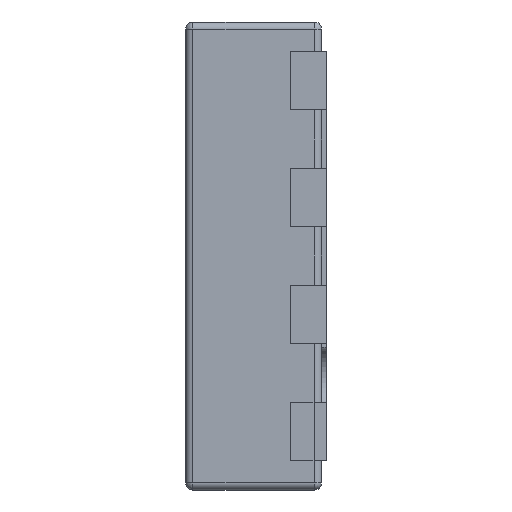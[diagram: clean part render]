
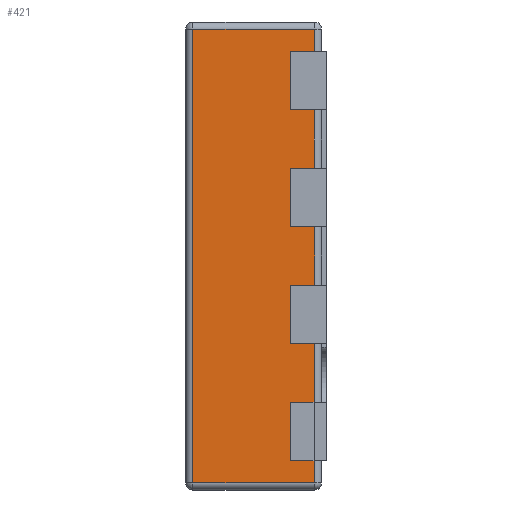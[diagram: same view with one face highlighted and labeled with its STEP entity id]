
A CAD part, left-side view. The second image highlights one B-rep face of the part: STEP entity #421.
In plain terms, the highlighted planar face has unit normal (-1, 0, 0).
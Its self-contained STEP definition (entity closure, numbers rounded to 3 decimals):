
#35 = CARTESIAN_POINT ( 'NONE',  ( -1.5, 0.6, 0.875 ) ) ;
#73 = VERTEX_POINT ( 'NONE', #3637 ) ;
#81 = EDGE_CURVE ( 'NONE', #2900, #4025, #4202, .T. ) ;
#96 = VECTOR ( 'NONE', #3154, 1000. ) ;
#103 = DIRECTION ( 'NONE',  ( 0., 0., 1. ) ) ;
#114 = DIRECTION ( 'NONE',  ( 0., -1., 0. ) ) ;
#146 = EDGE_CURVE ( 'NONE', #3766, #481, #348, .T. ) ;
#147 = CARTESIAN_POINT ( 'NONE',  ( -1.5, 0.6, 0.375 ) ) ;
#167 = CARTESIAN_POINT ( 'NONE',  ( -1.5, 0.05, -0.375 ) ) ;
#177 = EDGE_CURVE ( 'NONE', #2192, #1943, #1112, .T. ) ;
#181 = VERTEX_POINT ( 'NONE', #2723 ) ;
#218 = VECTOR ( 'NONE', #3429, 1000. ) ;
#243 = VECTOR ( 'NONE', #3046, 1000. ) ;
#273 = CARTESIAN_POINT ( 'NONE',  ( -1.5, 0.152, -0.125 ) ) ;
#314 = VERTEX_POINT ( 'NONE', #2895 ) ;
#344 = DIRECTION ( 'NONE',  ( 0., 0., 1. ) ) ;
#348 = LINE ( 'NONE', #445, #3688 ) ;
#368 = ORIENTED_EDGE ( 'NONE', *, *, #1467, .T. ) ;
#383 = CARTESIAN_POINT ( 'NONE',  ( -1.5, 0.57, 0.97 ) ) ;
#421 = ADVANCED_FACE ( 'NONE', ( #4138 ), #3953, .F. ) ;
#445 = CARTESIAN_POINT ( 'NONE',  ( -1.5, 0.05, -1. ) ) ;
#460 = LINE ( 'NONE', #1858, #2909 ) ;
#481 = VERTEX_POINT ( 'NONE', #1082 ) ;
#527 = ORIENTED_EDGE ( 'NONE', *, *, #3560, .T. ) ;
#539 = ORIENTED_EDGE ( 'NONE', *, *, #2819, .T. ) ;
#576 = LINE ( 'NONE', #2020, #3920 ) ;
#642 = LINE ( 'NONE', #1164, #1414 ) ;
#721 = VECTOR ( 'NONE', #3599, 1000. ) ;
#745 = LINE ( 'NONE', #812, #4082 ) ;
#798 = VERTEX_POINT ( 'NONE', #383 ) ;
#806 = ORIENTED_EDGE ( 'NONE', *, *, #81, .F. ) ;
#812 = CARTESIAN_POINT ( 'NONE',  ( -1.5, 0.6, 0.625 ) ) ;
#842 = DIRECTION ( 'NONE',  ( 0., -1., 0. ) ) ;
#961 = EDGE_CURVE ( 'NONE', #1940, #314, #576, .T. ) ;
#1057 = CARTESIAN_POINT ( 'NONE',  ( -1.5, 0.6, -1. ) ) ;
#1082 = CARTESIAN_POINT ( 'NONE',  ( -1.5, 0.05, 0.125 ) ) ;
#1112 = LINE ( 'NONE', #147, #243 ) ;
#1137 = EDGE_CURVE ( 'NONE', #1191, #1943, #2088, .T. ) ;
#1164 = CARTESIAN_POINT ( 'NONE',  ( -1.5, 0.152, -1. ) ) ;
#1168 = CARTESIAN_POINT ( 'NONE',  ( -1.5, 0.152, -1. ) ) ;
#1180 = CARTESIAN_POINT ( 'NONE',  ( -1.5, 0.6, -0.97 ) ) ;
#1186 = VERTEX_POINT ( 'NONE', #273 ) ;
#1191 = VERTEX_POINT ( 'NONE', #1557 ) ;
#1213 = CARTESIAN_POINT ( 'NONE',  ( -1.5, 0.152, -1. ) ) ;
#1223 = VECTOR ( 'NONE', #3474, 1000. ) ;
#1257 = CARTESIAN_POINT ( 'NONE',  ( -1.5, 0.57, -0.97 ) ) ;
#1283 = LINE ( 'NONE', #4074, #2134 ) ;
#1327 = VERTEX_POINT ( 'NONE', #1257 ) ;
#1332 = ORIENTED_EDGE ( 'NONE', *, *, #4172, .T. ) ;
#1346 = CARTESIAN_POINT ( 'NONE',  ( -1.5, 0.6, 0.97 ) ) ;
#1355 = LINE ( 'NONE', #35, #3074 ) ;
#1378 = DIRECTION ( 'NONE',  ( 0., 0., -1. ) ) ;
#1404 = ORIENTED_EDGE ( 'NONE', *, *, #1963, .T. ) ;
#1414 = VECTOR ( 'NONE', #1488, 1000. ) ;
#1440 = VECTOR ( 'NONE', #344, 1000. ) ;
#1467 = EDGE_CURVE ( 'NONE', #73, #4025, #3119, .T. ) ;
#1488 = DIRECTION ( 'NONE',  ( 0., 0., 1. ) ) ;
#1515 = EDGE_CURVE ( 'NONE', #3766, #1186, #460, .T. ) ;
#1524 = CARTESIAN_POINT ( 'NONE',  ( -1.5, 0.57, -1. ) ) ;
#1557 = CARTESIAN_POINT ( 'NONE',  ( -1.5, 0.152, 0.125 ) ) ;
#1730 = ORIENTED_EDGE ( 'NONE', *, *, #146, .T. ) ;
#1743 = ORIENTED_EDGE ( 'NONE', *, *, #1137, .T. ) ;
#1778 = EDGE_CURVE ( 'NONE', #4136, #2902, #745, .T. ) ;
#1810 = CARTESIAN_POINT ( 'NONE',  ( -1.5, 0.152, 0.375 ) ) ;
#1825 = ORIENTED_EDGE ( 'NONE', *, *, #1778, .F. ) ;
#1858 = CARTESIAN_POINT ( 'NONE',  ( -1.5, 0.6, -0.125 ) ) ;
#1926 = LINE ( 'NONE', #1180, #218 ) ;
#1940 = VERTEX_POINT ( 'NONE', #2476 ) ;
#1943 = VERTEX_POINT ( 'NONE', #1810 ) ;
#1963 = EDGE_CURVE ( 'NONE', #798, #1327, #3610, .T. ) ;
#2020 = CARTESIAN_POINT ( 'NONE',  ( -1.5, 0.05, -1. ) ) ;
#2035 = CARTESIAN_POINT ( 'NONE',  ( -1.5, 0.6, -0.375 ) ) ;
#2058 = ORIENTED_EDGE ( 'NONE', *, *, #2564, .F. ) ;
#2088 = LINE ( 'NONE', #1168, #1223 ) ;
#2134 = VECTOR ( 'NONE', #842, 1000. ) ;
#2188 = DIRECTION ( 'NONE',  ( 0., 1., 0. ) ) ;
#2192 = VERTEX_POINT ( 'NONE', #3958 ) ;
#2273 = CARTESIAN_POINT ( 'NONE',  ( -1.5, 0.05, -1. ) ) ;
#2292 = LINE ( 'NONE', #1213, #4026 ) ;
#2325 = AXIS2_PLACEMENT_3D ( 'NONE', #1057, #3307, #1378 ) ;
#2346 = ORIENTED_EDGE ( 'NONE', *, *, #1515, .F. ) ;
#2414 = DIRECTION ( 'NONE',  ( 0., -1., 0. ) ) ;
#2476 = CARTESIAN_POINT ( 'NONE',  ( -1.5, 0.05, 0.875 ) ) ;
#2564 = EDGE_CURVE ( 'NONE', #1940, #181, #1355, .T. ) ;
#2723 = CARTESIAN_POINT ( 'NONE',  ( -1.5, 0.152, 0.875 ) ) ;
#2731 = EDGE_CURVE ( 'NONE', #1191, #481, #1283, .T. ) ;
#2752 = VECTOR ( 'NONE', #3787, 1000. ) ;
#2819 = EDGE_CURVE ( 'NONE', #1327, #73, #1926, .T. ) ;
#2820 = CARTESIAN_POINT ( 'NONE',  ( -1.5, 0.05, -1. ) ) ;
#2875 = EDGE_CURVE ( 'NONE', #2900, #1186, #2292, .T. ) ;
#2895 = CARTESIAN_POINT ( 'NONE',  ( -1.5, 0.05, 0.97 ) ) ;
#2900 = VERTEX_POINT ( 'NONE', #3134 ) ;
#2901 = DIRECTION ( 'NONE',  ( 0., 1., 0. ) ) ;
#2902 = VERTEX_POINT ( 'NONE', #4150 ) ;
#2909 = VECTOR ( 'NONE', #2188, 1000. ) ;
#2951 = ORIENTED_EDGE ( 'NONE', *, *, #961, .T. ) ;
#2981 = EDGE_CURVE ( 'NONE', #2192, #2902, #3908, .T. ) ;
#3046 = DIRECTION ( 'NONE',  ( 0., 1., 0. ) ) ;
#3067 = ORIENTED_EDGE ( 'NONE', *, *, #2875, .T. ) ;
#3070 = EDGE_LOOP ( 'NONE', ( #1825, #1332, #2058, #2951, #527, #1404, #539, #368, #806, #3067, #2346, #1730, #3317, #1743, #3703, #3679 ) ) ;
#3074 = VECTOR ( 'NONE', #2901, 1000. ) ;
#3119 = LINE ( 'NONE', #2820, #96 ) ;
#3134 = CARTESIAN_POINT ( 'NONE',  ( -1.5, 0.152, -0.375 ) ) ;
#3154 = DIRECTION ( 'NONE',  ( 0., 0., 1. ) ) ;
#3219 = CARTESIAN_POINT ( 'NONE',  ( -1.5, 0.05, -0.125 ) ) ;
#3307 = DIRECTION ( 'NONE',  ( 1., 0., 0. ) ) ;
#3317 = ORIENTED_EDGE ( 'NONE', *, *, #2731, .F. ) ;
#3331 = VECTOR ( 'NONE', #114, 1000. ) ;
#3429 = DIRECTION ( 'NONE',  ( 0., -1., 0. ) ) ;
#3470 = DIRECTION ( 'NONE',  ( 0., 0., 1. ) ) ;
#3474 = DIRECTION ( 'NONE',  ( 0., 0., 1. ) ) ;
#3560 = EDGE_CURVE ( 'NONE', #314, #798, #4159, .T. ) ;
#3599 = DIRECTION ( 'NONE',  ( 0., 1., 0. ) ) ;
#3610 = LINE ( 'NONE', #1524, #2752 ) ;
#3637 = CARTESIAN_POINT ( 'NONE',  ( -1.5, 0.05, -0.97 ) ) ;
#3679 = ORIENTED_EDGE ( 'NONE', *, *, #2981, .T. ) ;
#3688 = VECTOR ( 'NONE', #4019, 1000. ) ;
#3703 = ORIENTED_EDGE ( 'NONE', *, *, #177, .F. ) ;
#3766 = VERTEX_POINT ( 'NONE', #3219 ) ;
#3787 = DIRECTION ( 'NONE',  ( 0., 0., -1. ) ) ;
#3908 = LINE ( 'NONE', #2273, #1440 ) ;
#3920 = VECTOR ( 'NONE', #103, 1000. ) ;
#3953 = PLANE ( 'NONE',  #2325 ) ;
#3958 = CARTESIAN_POINT ( 'NONE',  ( -1.5, 0.05, 0.375 ) ) ;
#4019 = DIRECTION ( 'NONE',  ( 0., 0., 1. ) ) ;
#4025 = VERTEX_POINT ( 'NONE', #167 ) ;
#4026 = VECTOR ( 'NONE', #3470, 1000. ) ;
#4065 = CARTESIAN_POINT ( 'NONE',  ( -1.5, 0.152, 0.625 ) ) ;
#4074 = CARTESIAN_POINT ( 'NONE',  ( -1.5, 0.6, 0.125 ) ) ;
#4082 = VECTOR ( 'NONE', #2414, 1000. ) ;
#4136 = VERTEX_POINT ( 'NONE', #4065 ) ;
#4138 = FACE_OUTER_BOUND ( 'NONE', #3070, .T. ) ;
#4150 = CARTESIAN_POINT ( 'NONE',  ( -1.5, 0.05, 0.625 ) ) ;
#4159 = LINE ( 'NONE', #1346, #721 ) ;
#4172 = EDGE_CURVE ( 'NONE', #4136, #181, #642, .T. ) ;
#4202 = LINE ( 'NONE', #2035, #3331 ) ;
